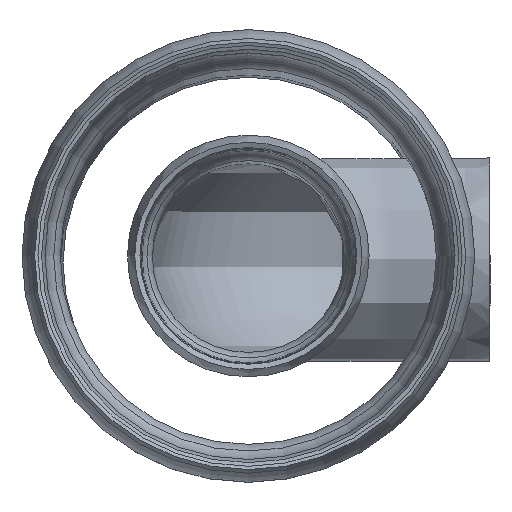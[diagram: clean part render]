
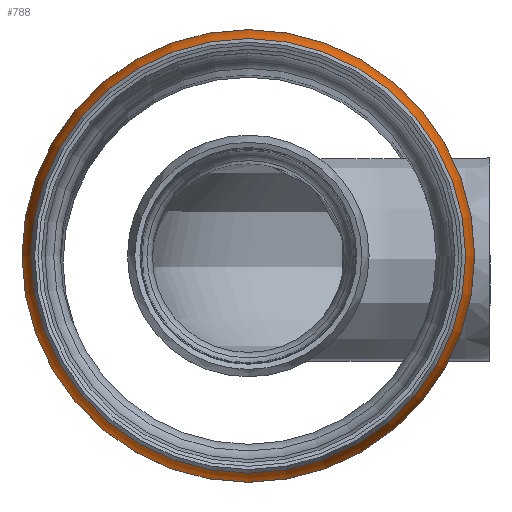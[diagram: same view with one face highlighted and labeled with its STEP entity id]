
A CAD part, top view. The second image highlights one B-rep face of the part: STEP entity #788.
In plain terms, the highlighted toroidal (fillet/blend) face has major radius 340 mm and minor radius 250 mm.
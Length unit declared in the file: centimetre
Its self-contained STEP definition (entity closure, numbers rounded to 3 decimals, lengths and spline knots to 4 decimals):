
#64=CIRCLE('',#860,56.6577);
#65=CIRCLE('',#861,56.6577);
#66=CIRCLE('',#863,59.);
#67=CIRCLE('',#864,25.);
#68=CIRCLE('',#865,59.);
#142=TOROIDAL_SURFACE('',#862,34.,25.);
#166=FACE_OUTER_BOUND('',#213,.T.);
#213=EDGE_LOOP('',(#572,#573,#574,#575,#576,#577));
#328=VERTEX_POINT('',#1575);
#329=VERTEX_POINT('',#1576);
#330=VERTEX_POINT('',#1581);
#331=VERTEX_POINT('',#1582);
#418=EDGE_CURVE('',#328,#329,#64,.T.);
#419=EDGE_CURVE('',#329,#328,#65,.T.);
#421=EDGE_CURVE('',#330,#331,#66,.T.);
#422=EDGE_CURVE('',#330,#328,#67,.T.);
#423=EDGE_CURVE('',#331,#330,#68,.T.);
#572=ORIENTED_EDGE('',*,*,#421,.F.);
#573=ORIENTED_EDGE('',*,*,#422,.T.);
#574=ORIENTED_EDGE('',*,*,#418,.T.);
#575=ORIENTED_EDGE('',*,*,#419,.T.);
#576=ORIENTED_EDGE('',*,*,#422,.F.);
#577=ORIENTED_EDGE('',*,*,#423,.F.);
#788=ADVANCED_FACE('',(#166),#142,.T.);
#860=AXIS2_PLACEMENT_3D('',#1577,#1036,#1037);
#861=AXIS2_PLACEMENT_3D('',#1578,#1038,#1039);
#862=AXIS2_PLACEMENT_3D('',#1580,#1041,#1042);
#863=AXIS2_PLACEMENT_3D('',#1583,#1043,#1044);
#864=AXIS2_PLACEMENT_3D('',#1584,#1045,#1046);
#865=AXIS2_PLACEMENT_3D('',#1585,#1047,#1048);
#1036=DIRECTION('center_axis',(0.,0.,-1.));
#1037=DIRECTION('ref_axis',(1.,0.,0.));
#1038=DIRECTION('center_axis',(0.,0.,-1.));
#1039=DIRECTION('ref_axis',(1.,0.,0.));
#1041=DIRECTION('center_axis',(0.,0.,-1.));
#1042=DIRECTION('ref_axis',(0.,1.,0.));
#1043=DIRECTION('center_axis',(0.,0.,-1.));
#1044=DIRECTION('ref_axis',(1.,0.,0.));
#1045=DIRECTION('center_axis',(-1.,0.,0.));
#1046=DIRECTION('ref_axis',(0.,-1.,0.));
#1047=DIRECTION('center_axis',(0.,0.,-1.));
#1048=DIRECTION('ref_axis',(1.,0.,0.));
#1575=CARTESIAN_POINT('',(-421.927,846.4114,497.9607));
#1576=CARTESIAN_POINT('',(-365.2693,903.0691,497.9607));
#1577=CARTESIAN_POINT('Origin',(-421.927,903.0691,497.9607));
#1578=CARTESIAN_POINT('Origin',(-421.927,903.0691,497.9607));
#1580=CARTESIAN_POINT('Origin',(-421.927,903.0691,487.3952));
#1581=CARTESIAN_POINT('',(-421.927,844.0691,487.3952));
#1582=CARTESIAN_POINT('',(-362.927,903.0691,487.3952));
#1583=CARTESIAN_POINT('Origin',(-421.927,903.0691,487.3952));
#1584=CARTESIAN_POINT('Origin',(-421.927,869.0691,487.3952));
#1585=CARTESIAN_POINT('Origin',(-421.927,903.0691,487.3952));
